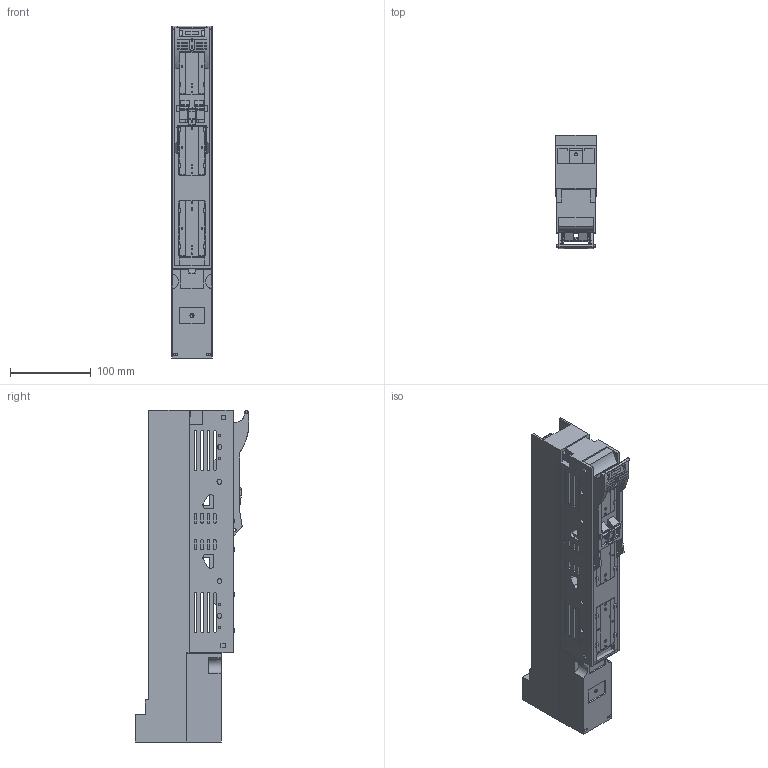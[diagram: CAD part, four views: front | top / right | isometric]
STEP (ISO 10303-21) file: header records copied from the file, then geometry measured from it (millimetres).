
FILE_DESCRIPTION(('CATIA V5 STEP'),'2;1');
FILE_NAME('L0652_NH_Sicherungslastschaltleiste_SL00_3x3_100_F70_HA.stp','2018-11-13T07:01:02+00:00',('none'),('Jean Müller GmbH'),'CATIA Version 5 Release 19 SP 9 (IN-10)','CATIA V5 STEP AP214','none');
FILE_SCHEMA(('AUTOMOTIVE_DESIGN { 1 0 10303 214 1 1 1 1 }'));
Products named in the file (1): L0652_NH-Sicherungslastschaltleiste SL00-3x3/100/F70/HA
Bounding box: 50 x 140.69 x 410 mm (x, y, z)
Volume: 1396517.7 mm3; surface area: 395398.2 mm2
Topology: 13 solids, 13 shells, 1843 faces, 5560 edges, 3691 vertices
Faces by surface type: plane 1288, cylinder 379, bspline 80, cone 64, torus 12, sphere 12, extrusion 8
Entity records: 62390 total; most frequent: CARTESIAN_POINT 15853, ORIENTED_EDGE 11120, DIRECTION 7235, EDGE_CURVE 5560, VECTOR 4086, LINE 4078, VERTEX_POINT 3691, EDGE_LOOP 2033
